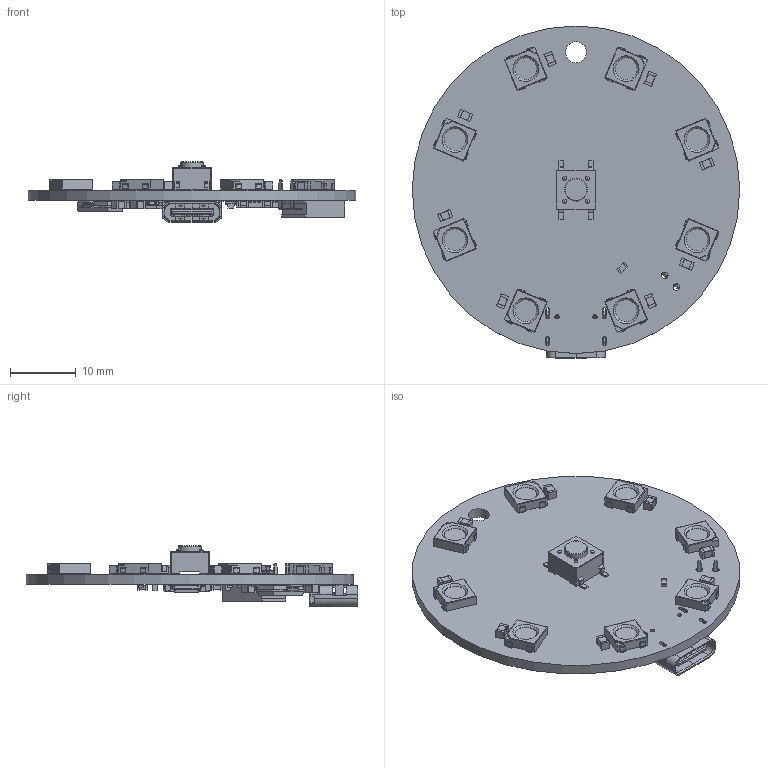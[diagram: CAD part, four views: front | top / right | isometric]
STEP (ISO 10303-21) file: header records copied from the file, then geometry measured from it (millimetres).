
FILE_DESCRIPTION(('KiCad electronic assembly'),'2;1');
FILE_NAME('ledDisplay.step','2024-06-22T11:58:17',('Pcbnew'),('Kicad'), 'Open CASCADE STEP processor 7.8','KiCad to STEP converter','Unknown' );
FILE_SCHEMA(('AUTOMOTIVE_DESIGN { 1 0 10303 214 1 1 1 1 }'));
Length unit declared in the file: millimetre
Products named in the file (30): ledDisplay 1; C_0805_2012Metric; LED_WS2812B_PLCC4_5.0x5.0mm_P3.2mm; LED_WS2812B_PLCC4_50x50mm_P32mm; SW_SPST_PTS645; R_0603_1608Metric; C_0603_1608Metric; Crystal_SMD_2520-4Pin_2.5x2.0mm; MSOP-10_3x3mm_P0.5mm; MSOP_10_3x3mm_P05mm; HTSOP-8-1EP_3.9x4.9mm_Pitch1.27mm; HTSOP_8_1EP_39x49mm_Pitch127mm; LED_0603_1608Metric; D_SOD-123; D_SOD_123; PinSocket_1x02_P2.54mm_Horizontal; PinSocket_1x02_P254mm_Horizontal; SOT-223; SOT_223; USB_C_Receptacle_GCT_USB4105-xx-A_16P_TopMnt_Horizontal; USB_C_Receptacle_16P_TopMnt_Horizontal_GCT_USB4105-xx-A; QFN-56-1EP_7x7mm_P0.4mm_EP3.2x3.2mm; QFN_56_1EP_7x7mm_P04mm_EP32x32mm; ledDisplay_PCB
Assembly tree (69 placements, depth 3):
  ledDisplay 1
    C_0805_2012Metric  x12
      C_0805_2012Metric
    LED_WS2812B_PLCC4_5.0x5.0mm_P3.2mm  x8
      LED_WS2812B_PLCC4_50x50mm_P32mm
    SW_SPST_PTS645
      SW_SPST_PTS645
    R_0603_1608Metric  x10
      R_0603_1608Metric
    C_0603_1608Metric  x14
      C_0603_1608Metric
    Crystal_SMD_2520-4Pin_2.5x2.0mm
      Crystal_SMD_2520-4Pin_2.5x2.0mm
    MSOP-10_3x3mm_P0.5mm
      MSOP_10_3x3mm_P05mm
    HTSOP-8-1EP_3.9x4.9mm_Pitch1.27mm
      HTSOP_8_1EP_39x49mm_Pitch127mm
    LED_0603_1608Metric
      LED_0603_1608Metric
    D_SOD-123
      D_SOD_123
    PinSocket_1x02_P2.54mm_Horizontal
      PinSocket_1x02_P254mm_Horizontal
    SOT-223
      SOT_223
    USB_C_Receptacle_GCT_USB4105-xx-A_16P_TopMnt_Horizontal
      USB_C_Receptacle_16P_TopMnt_Horizontal_GCT_USB4105-xx-A
    QFN-56-1EP_7x7mm_P0.4mm_EP3.2x3.2mm
      QFN_56_1EP_7x7mm_P04mm_EP32x32mm
    ledDisplay_PCB
Bounding box: 50 x 50.67 x 9.31 mm (x, y, z)
Volume: 3917 mm3; surface area: 6534.5 mm2
Topology: 90 solids, 90 shells, 3434 faces, 9098 edges, 5885 vertices
Faces by surface type: plane 2347, cylinder 922, bspline 108, torus 36, cone 17, revolution 4
Full cylindrical faces by diameter (mm): 0.2 x1, 0.4 x1, 0.5 x3, 0.6 x4, 0.65 x2, 1 x2, 3.2 x1, 3.333 x8, 3.5 x1, 50 x1
Entity records: 74893 total; most frequent: CARTESIAN_POINT 11606, ORIENTED_EDGE 10702, DIRECTION 10106, EDGE_CURVE 5351, LINE 4356, VECTOR 4356, VERTEX_POINT 3413, AXIS2_PLACEMENT_3D 2873
